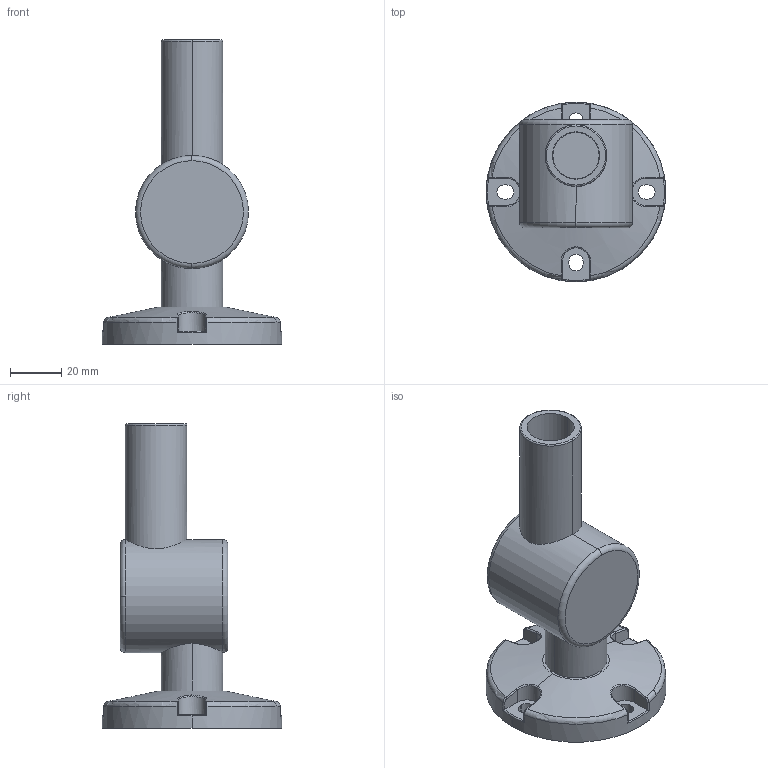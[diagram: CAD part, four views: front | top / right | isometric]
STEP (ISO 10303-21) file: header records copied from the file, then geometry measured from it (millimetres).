
FILE_DESCRIPTION (( 'STEP AP203' ), '1' );
FILE_NAME ('QL18 3D.STP', '2021-01-20T10:02:45', ( '' ), ( '' ), 'SwSTEP 2.0', 'SolidWorks 2019', '' );
FILE_SCHEMA (( 'CONFIG_CONTROL_DESIGN' ));
Length unit declared in the file: millimetre
Products named in the file (1): QL18 3D
Bounding box: 70 x 70 x 118.37 mm (x, y, z)
Volume: 91516.4 mm3; surface area: 33247.9 mm2
Topology: 1 solids, 3 shells, 218 faces, 570 edges, 365 vertices
Faces by surface type: plane 96, cylinder 47, torus 33, bspline 28, cone 14
Entity records: 10375 total; most frequent: CARTESIAN_POINT 5207, ORIENTED_EDGE 1140, DIRECTION 972, EDGE_CURVE 570, AXIS2_PLACEMENT_3D 388, VERTEX_POINT 365, EDGE_LOOP 237, ADVANCED_FACE 218
